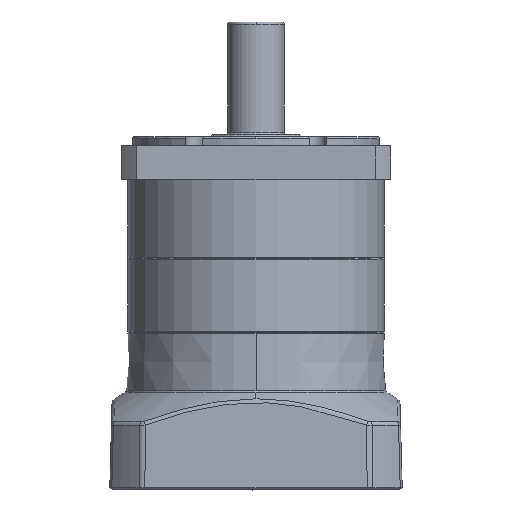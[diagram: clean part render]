
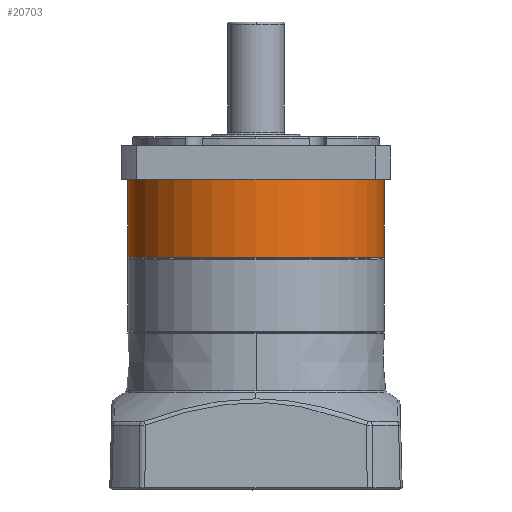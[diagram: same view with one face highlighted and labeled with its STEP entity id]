
A CAD part, front view. The second image highlights one B-rep face of the part: STEP entity #20703.
In plain terms, the highlighted cylindrical face has radius 57 mm (diameter 114 mm), a partial arc.
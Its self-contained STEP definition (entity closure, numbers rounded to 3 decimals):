
#4941 = ORIENTED_EDGE ( 'NONE', *, *, #15750, .F. ) ;
#5058 = FACE_OUTER_BOUND ( 'NONE', #41501, .T. ) ;
#5505 = AXIS2_PLACEMENT_3D ( 'NONE', #20739, #20619, #20587 ) ;
#7224 = CYLINDRICAL_SURFACE ( 'NONE', #33401, 57. ) ;
#7348 = VERTEX_POINT ( 'NONE', #7908 ) ;
#7908 = CARTESIAN_POINT ( 'NONE',  ( 57., 0., 3.4 ) ) ;
#8452 = CARTESIAN_POINT ( 'NONE',  ( 57., 0., 38. ) ) ;
#9134 = DIRECTION ( 'NONE',  ( 0., 0., -1. ) ) ;
#9735 = CARTESIAN_POINT ( 'NONE',  ( -57., 0., 3.4 ) ) ;
#11831 = CARTESIAN_POINT ( 'NONE',  ( 0., 0., 38. ) ) ;
#12610 = EDGE_CURVE ( 'NONE', #38513, #23362, #18710, .T. ) ;
#14660 = CARTESIAN_POINT ( 'NONE',  ( -57., 0., 38. ) ) ;
#15462 = DIRECTION ( 'NONE',  ( -1., 0., 0. ) ) ;
#15750 = EDGE_CURVE ( 'NONE', #7348, #21235, #26577, .T. ) ;
#18048 = CARTESIAN_POINT ( 'NONE',  ( 57., 0., 38. ) ) ;
#18710 = CIRCLE ( 'NONE', #26298, 57. ) ;
#19676 = VECTOR ( 'NONE', #9134, 1000. ) ;
#20322 = LINE ( 'NONE', #8452, #19676 ) ;
#20587 = DIRECTION ( 'NONE',  ( 1., 0., 0. ) ) ;
#20619 = DIRECTION ( 'NONE',  ( 0., 0., -1. ) ) ;
#20703 = ADVANCED_FACE ( 'NONE', ( #5058 ), #7224, .T. ) ;
#20739 = CARTESIAN_POINT ( 'NONE',  ( 0., 0., 3.4 ) ) ;
#21235 = VERTEX_POINT ( 'NONE', #9735 ) ;
#21357 = ORIENTED_EDGE ( 'NONE', *, *, #32724, .T. ) ;
#23362 = VERTEX_POINT ( 'NONE', #14660 ) ;
#24706 = ORIENTED_EDGE ( 'NONE', *, *, #12610, .T. ) ;
#25094 = LINE ( 'NONE', #43595, #30134 ) ;
#26298 = AXIS2_PLACEMENT_3D ( 'NONE', #11831, #36257, #15462 ) ;
#26577 = CIRCLE ( 'NONE', #5505, 57. ) ;
#30134 = VECTOR ( 'NONE', #43176, 1000. ) ;
#30502 = ORIENTED_EDGE ( 'NONE', *, *, #34697, .F. ) ;
#32724 = EDGE_CURVE ( 'NONE', #23362, #21235, #25094, .T. ) ;
#33401 = AXIS2_PLACEMENT_3D ( 'NONE', #41317, #41559, #41404 ) ;
#34697 = EDGE_CURVE ( 'NONE', #38513, #7348, #20322, .T. ) ;
#36257 = DIRECTION ( 'NONE',  ( 0., 0., -1. ) ) ;
#38513 = VERTEX_POINT ( 'NONE', #18048 ) ;
#41317 = CARTESIAN_POINT ( 'NONE',  ( 0., 0., 38. ) ) ;
#41404 = DIRECTION ( 'NONE',  ( -1., 0., 0. ) ) ;
#41501 = EDGE_LOOP ( 'NONE', ( #30502, #24706, #21357, #4941 ) ) ;
#41559 = DIRECTION ( 'NONE',  ( 0., 0., -1. ) ) ;
#43176 = DIRECTION ( 'NONE',  ( 0., 0., -1. ) ) ;
#43595 = CARTESIAN_POINT ( 'NONE',  ( -57., 0., 38. ) ) ;
